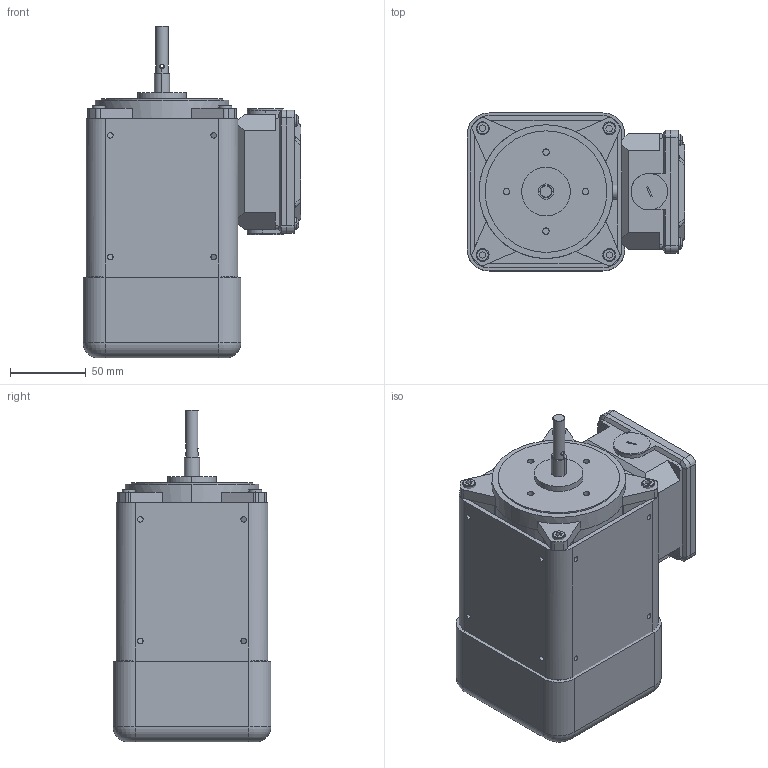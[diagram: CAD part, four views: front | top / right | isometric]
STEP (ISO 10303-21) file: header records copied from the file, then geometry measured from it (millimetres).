
FILE_DESCRIPTION (( 'STEP AP214' ), '1' );
FILE_NAME ('Motor IGLC80-60 f.VE31 ohne Fuß.STEP', '2018-05-02T08:53:22', ( 'gfeller' ), ( '' ), 'SwSTEP 2.0', 'SolidWorks 2017', '' );
FILE_SCHEMA (( 'AUTOMOTIVE_DESIGN' ));
Length unit declared in the file: millimetre
Products named in the file (1): Motor IGLC80-60 f.VE31 ohne Fuß
Bounding box: 143.5 x 104 x 218.5 mm (x, y, z)
Volume: 1917102.8 mm3; surface area: 222820.5 mm2
Topology: 10 solids, 10 shells, 903 faces, 2321 edges, 1471 vertices
Faces by surface type: plane 396, cylinder 370, cone 66, torus 35, bspline 28, sphere 8
Entity records: 35940 total; most frequent: CARTESIAN_POINT 9470, DIRECTION 4872, ORIENTED_EDGE 4626, EDGE_CURVE 2313, AXIS2_PLACEMENT_3D 1803, VERTEX_POINT 1471, LINE 1266, VECTOR 1266
